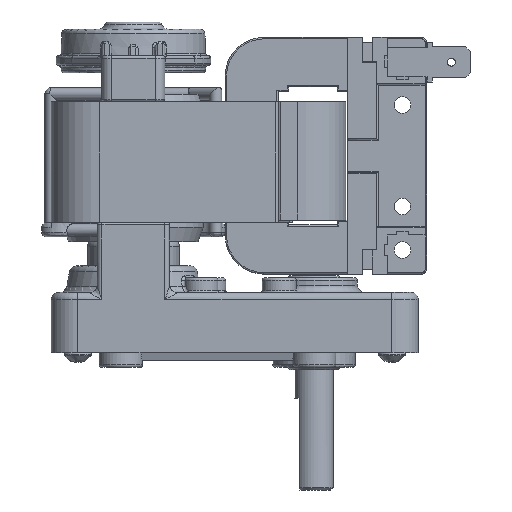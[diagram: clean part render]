
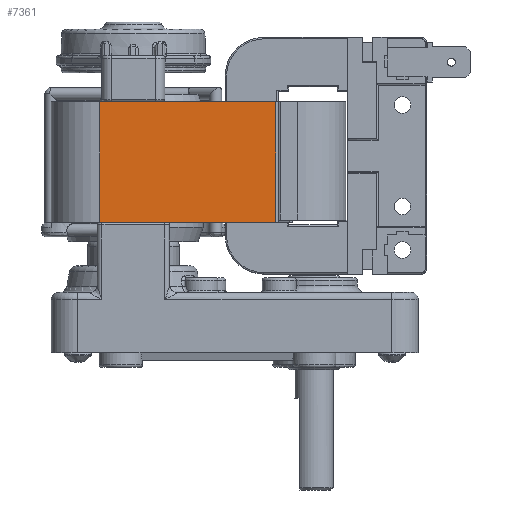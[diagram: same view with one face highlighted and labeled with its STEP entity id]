
A CAD part, left-side view. The second image highlights one B-rep face of the part: STEP entity #7361.
In plain terms, the highlighted planar face has unit normal (-1, 0, 0).
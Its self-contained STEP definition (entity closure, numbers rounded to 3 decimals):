
#3849=CARTESIAN_POINT('',(-30.,-29.5,25.));
#3850=VERTEX_POINT('',#3849);
#3858=CARTESIAN_POINT('',(-30.,7.,25.));
#3859=VERTEX_POINT('',#3858);
#3860=CARTESIAN_POINT('',(-30.,7.,25.));
#3861=DIRECTION('',(0.0,-1.0,0.0));
#3862=VECTOR('',#3861,36.5);
#3863=LINE('',#3860,#3862);
#3864=EDGE_CURVE('',#3859,#3850,#3863,.T.);
#7319=CARTESIAN_POINT('',(-30.,7.,50.));
#7320=VERTEX_POINT('',#7319);
#7321=CARTESIAN_POINT('',(-30.,7.,50.));
#7322=DIRECTION('',(0.0,0.0,-1.0));
#7323=VECTOR('',#7322,25.);
#7324=LINE('',#7321,#7323);
#7325=EDGE_CURVE('',#7320,#3859,#7324,.T.);
#7338=CARTESIAN_POINT('',(-30.,7.,50.));
#7339=DIRECTION('',(-1.0,0.0,0.0));
#7340=DIRECTION('',(0.0,0.0,1.0));
#7341=AXIS2_PLACEMENT_3D('',#7338,#7339,#7340);
#7342=PLANE('',#7341);
#7343=ORIENTED_EDGE('',*,*,#3864,.T.);
#7344=CARTESIAN_POINT('',(-30.,-29.5,50.));
#7345=VERTEX_POINT('',#7344);
#7346=CARTESIAN_POINT('',(-30.,-29.5,50.));
#7347=DIRECTION('',(0.0,0.0,-1.0));
#7348=VECTOR('',#7347,25.);
#7349=LINE('',#7346,#7348);
#7350=EDGE_CURVE('',#7345,#3850,#7349,.T.);
#7351=ORIENTED_EDGE('',*,*,#7350,.F.);
#7352=CARTESIAN_POINT('',(-30.,-29.5,50.));
#7353=DIRECTION('',(0.0,1.0,0.0));
#7354=VECTOR('',#7353,36.5);
#7355=LINE('',#7352,#7354);
#7356=EDGE_CURVE('',#7345,#7320,#7355,.T.);
#7357=ORIENTED_EDGE('',*,*,#7356,.T.);
#7358=ORIENTED_EDGE('',*,*,#7325,.T.);
#7359=EDGE_LOOP('',(#7343,#7351,#7357,#7358));
#7360=FACE_OUTER_BOUND('',#7359,.T.);
#7361=ADVANCED_FACE('',(#7360),#7342,.T.);
